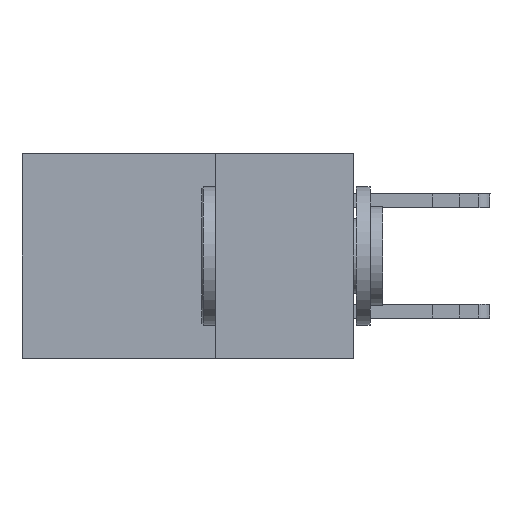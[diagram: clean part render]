
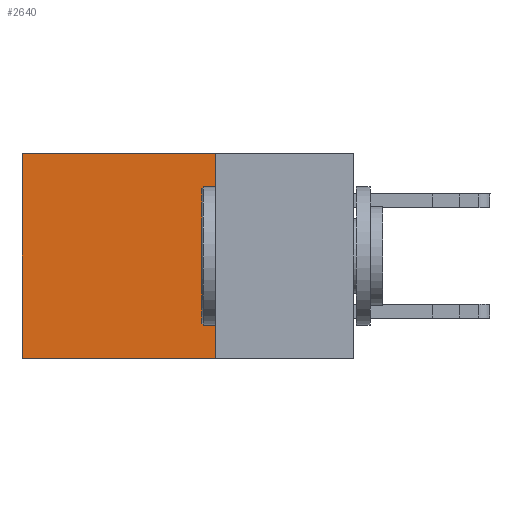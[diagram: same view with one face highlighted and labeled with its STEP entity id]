
A CAD part, left-side view. The second image highlights one B-rep face of the part: STEP entity #2640.
In plain terms, the highlighted planar face has unit normal (-1, 0, 0).
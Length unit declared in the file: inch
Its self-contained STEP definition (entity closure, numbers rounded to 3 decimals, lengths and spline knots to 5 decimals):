
#291 = EDGE_CURVE ( 'NONE', #18304, #10726, #21370, .T. ) ;
#353 = FACE_OUTER_BOUND ( 'NONE', #19837, .T. ) ;
#1483 = VERTEX_POINT ( 'NONE', #17887 ) ;
#1598 = DIRECTION ( 'NONE',  ( 0., 0., -1. ) ) ;
#2272 = CARTESIAN_POINT ( 'NONE',  ( 0.2875, 0.25, 0. ) ) ;
#2611 = VECTOR ( 'NONE', #19655, 39.37008 ) ;
#2640 = ADVANCED_FACE ( 'NONE', ( #353 ), #12839, .F. ) ;
#2856 = ORIENTED_EDGE ( 'NONE', *, *, #20057, .T. ) ;
#2963 = VERTEX_POINT ( 'NONE', #3669 ) ;
#3256 = VECTOR ( 'NONE', #21732, 39.37008 ) ;
#3669 = CARTESIAN_POINT ( 'NONE',  ( 0.2875, 0.6, -0.37 ) ) ;
#5229 = VECTOR ( 'NONE', #1598, 39.37008 ) ;
#6257 = CARTESIAN_POINT ( 'NONE',  ( 0.2875, 0.25, 0. ) ) ;
#6554 = VECTOR ( 'NONE', #13189, 39.37008 ) ;
#6782 = EDGE_CURVE ( 'NONE', #1483, #2963, #9554, .T. ) ;
#9554 = LINE ( 'NONE', #11868, #2611 ) ;
#10048 = ORIENTED_EDGE ( 'NONE', *, *, #6782, .F. ) ;
#10726 = VERTEX_POINT ( 'NONE', #18974 ) ;
#11098 = ORIENTED_EDGE ( 'NONE', *, *, #16804, .F. ) ;
#11302 = CARTESIAN_POINT ( 'NONE',  ( 0.2875, 0.25, 0. ) ) ;
#11868 = CARTESIAN_POINT ( 'NONE',  ( 0.2875, 0.25, -0.37 ) ) ;
#12525 = DIRECTION ( 'NONE',  ( 0., 0., -1. ) ) ;
#12577 = DIRECTION ( 'NONE',  ( 1., 0., 0. ) ) ;
#12691 = CARTESIAN_POINT ( 'NONE',  ( 0.2875, 0.25, 0. ) ) ;
#12839 = PLANE ( 'NONE',  #21363 ) ;
#13189 = DIRECTION ( 'NONE',  ( 0., 0., -1. ) ) ;
#15472 = LINE ( 'NONE', #11302, #5229 ) ;
#16804 = EDGE_CURVE ( 'NONE', #18304, #1483, #15472, .T. ) ;
#17887 = CARTESIAN_POINT ( 'NONE',  ( 0.2875, 0.25, -0.37 ) ) ;
#18304 = VERTEX_POINT ( 'NONE', #6257 ) ;
#18974 = CARTESIAN_POINT ( 'NONE',  ( 0.2875, 0.6, 0. ) ) ;
#19655 = DIRECTION ( 'NONE',  ( 0., 1., 0. ) ) ;
#19837 = EDGE_LOOP ( 'NONE', ( #2856, #10048, #11098, #24263 ) ) ;
#20057 = EDGE_CURVE ( 'NONE', #10726, #2963, #21942, .T. ) ;
#21363 = AXIS2_PLACEMENT_3D ( 'NONE', #12691, #12577, #12525 ) ;
#21370 = LINE ( 'NONE', #2272, #3256 ) ;
#21732 = DIRECTION ( 'NONE',  ( 0., 1., 0. ) ) ;
#21942 = LINE ( 'NONE', #22787, #6554 ) ;
#22787 = CARTESIAN_POINT ( 'NONE',  ( 0.2875, 0.6, 0. ) ) ;
#24263 = ORIENTED_EDGE ( 'NONE', *, *, #291, .T. ) ;
